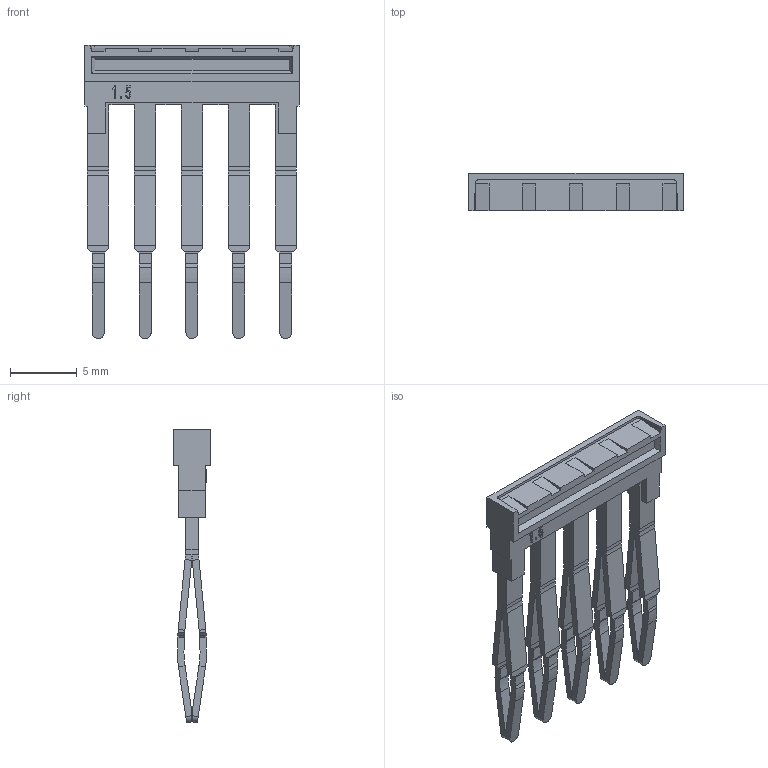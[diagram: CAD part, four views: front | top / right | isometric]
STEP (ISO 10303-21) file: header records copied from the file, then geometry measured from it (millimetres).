
FILE_DESCRIPTION(('CATIA V5R20 STEP214','CAx-IF Rec.Pracs.--- Model Styling and Organization---1.2---2011-12-15'),'2;1');
FILE_NAME ('8496654_2', '2015-12-02T15:30:40+00:00', ('Weidmueller Interface'), ('Weidmueller'), 'CATIA Version 5-6 Release 2014 SP4', 'CATIA V5 STEP AP214', 'none');
FILE_SCHEMA(('AUTOMOTIVE_DESIGN { 1 0 10303 214 1 1 1 1 }'));
Length unit declared in the file: millimetre
Products named in the file (1): 1985590000_ZQV_1-5N_5_BL
Bounding box: 16 x 2.8 x 21.9 mm (x, y, z)
Volume: 276.1 mm3; surface area: 878.4 mm2
Topology: 2 solids, 2 shells, 489 faces, 1266 edges, 786 vertices
Faces by surface type: plane 387, cylinder 82, bspline 20
Entity records: 13628 total; most frequent: CARTESIAN_POINT 2908, ORIENTED_EDGE 2532, DIRECTION 1664, EDGE_CURVE 1266, VECTOR 958, LINE 958, VERTEX_POINT 786, EDGE_LOOP 494
